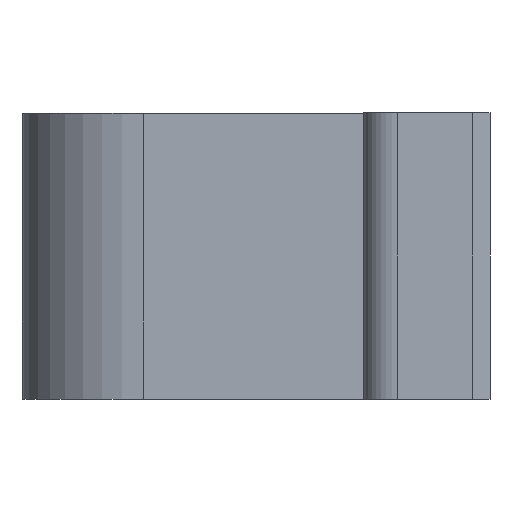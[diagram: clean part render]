
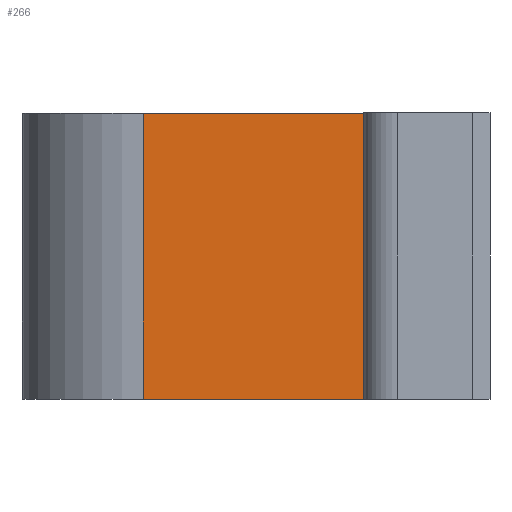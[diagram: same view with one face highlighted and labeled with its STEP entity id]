
A CAD part, left-side view. The second image highlights one B-rep face of the part: STEP entity #266.
In plain terms, the highlighted planar face has unit normal (-1, 0, 0).
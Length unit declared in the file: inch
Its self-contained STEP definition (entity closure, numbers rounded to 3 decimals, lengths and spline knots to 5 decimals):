
#24=PLANE('',#294);
#37=FACE_OUTER_BOUND('',#51,.T.);
#51=EDGE_LOOP('',(#240,#241,#242,#243));
#71=LINE('',#401,#101);
#86=LINE('',#436,#116);
#88=LINE('',#439,#118);
#89=LINE('',#441,#119);
#101=VECTOR('',#324,0.12731);
#116=VECTOR('',#357,0.12731);
#118=VECTOR('',#361,0.165);
#119=VECTOR('',#364,0.165);
#131=VERTEX_POINT('',#398);
#132=VERTEX_POINT('',#400);
#142=VERTEX_POINT('',#433);
#143=VERTEX_POINT('',#435);
#158=EDGE_CURVE('',#131,#132,#71,.T.);
#176=EDGE_CURVE('',#142,#143,#86,.T.);
#178=EDGE_CURVE('',#131,#143,#88,.T.);
#179=EDGE_CURVE('',#142,#132,#89,.T.);
#240=ORIENTED_EDGE('',*,*,#179,.T.);
#241=ORIENTED_EDGE('',*,*,#158,.F.);
#242=ORIENTED_EDGE('',*,*,#178,.T.);
#243=ORIENTED_EDGE('',*,*,#176,.F.);
#266=ADVANCED_FACE('',(#37),#24,.T.);
#294=AXIS2_PLACEMENT_3D('',#440,#362,#363);
#324=DIRECTION('',(0.,1.,0.));
#357=DIRECTION('',(0.,-1.,0.));
#361=DIRECTION('',(0.,0.,1.));
#362=DIRECTION('center_axis',(-1.,0.,0.));
#363=DIRECTION('ref_axis',(0.,0.,1.));
#364=DIRECTION('',(0.,0.,-1.));
#398=CARTESIAN_POINT('',(0.4628,0.01969,-0.08268));
#400=CARTESIAN_POINT('',(0.4628,0.147,-0.08268));
#401=CARTESIAN_POINT('',(0.4628,0.01969,-0.08268));
#433=CARTESIAN_POINT('',(0.4628,0.147,0.08232));
#435=CARTESIAN_POINT('',(0.4628,0.01969,0.08232));
#436=CARTESIAN_POINT('',(0.4628,0.147,0.08232));
#439=CARTESIAN_POINT('',(0.4628,0.01969,-0.08268));
#440=CARTESIAN_POINT('Origin',(0.4628,0.017,-0.08268));
#441=CARTESIAN_POINT('',(0.4628,0.147,0.08232));
